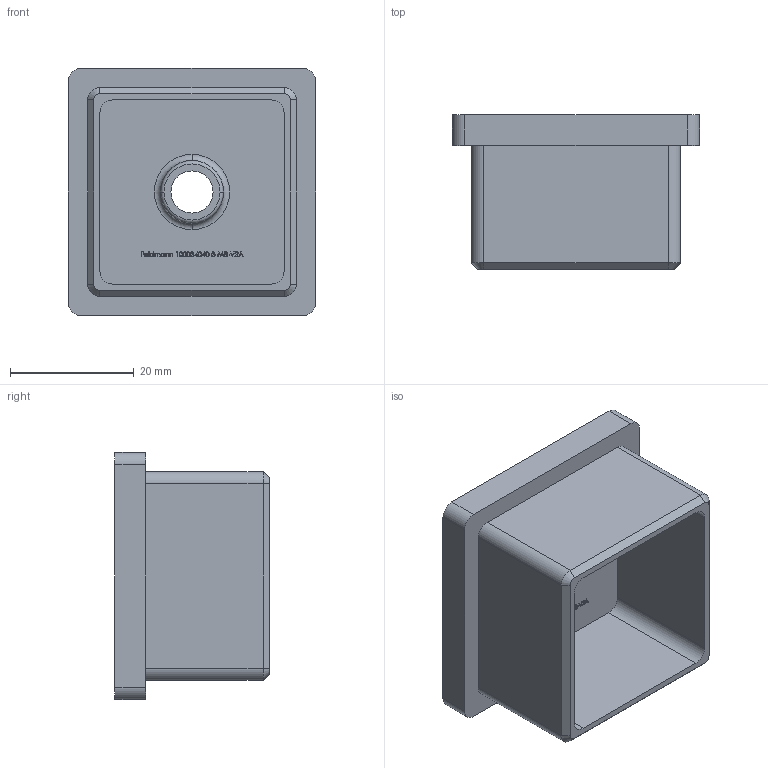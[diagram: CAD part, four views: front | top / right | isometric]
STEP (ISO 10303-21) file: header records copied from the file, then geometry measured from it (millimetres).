
FILE_DESCRIPTION (( 'STEP AP203' ), '1' );
FILE_NAME ('100034040-3-M8-V2A.step', '2018-12-19T09:26:25', ( '' ), ( '' ), 'SwSTEP 2.0', 'SolidWorks 2015', '' );
FILE_SCHEMA (( 'CONFIG_CONTROL_DESIGN' ));
Length unit declared in the file: millimetre
Products named in the file (1): 100034040-3-M8-V2A
Bounding box: 40 x 25 x 40 mm (x, y, z)
Volume: 12906.9 mm3; surface area: 8964.6 mm2
Topology: 1 solids, 1 shells, 371 faces, 969 edges, 642 vertices
Faces by surface type: plane 201, bspline 144, cylinder 14, cone 8, torus 4
Entity records: 19848 total; most frequent: CARTESIAN_POINT 11583, ORIENTED_EDGE 1938, DIRECTION 1185, EDGE_CURVE 969, VERTEX_POINT 642, VECTOR 633, LINE 633, EDGE_LOOP 415
